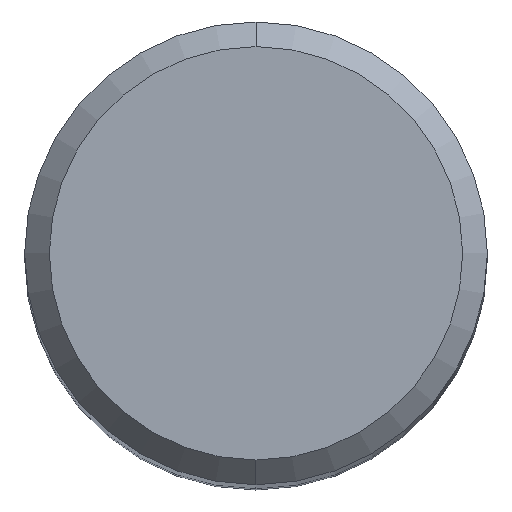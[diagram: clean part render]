
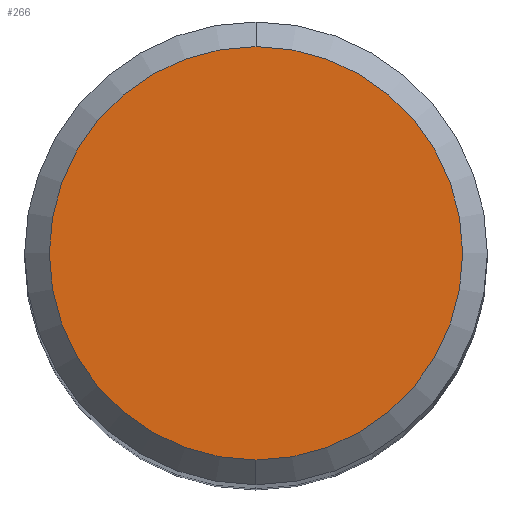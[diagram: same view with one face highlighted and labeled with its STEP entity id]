
A CAD part, top view. The second image highlights one B-rep face of the part: STEP entity #266.
In plain terms, the highlighted planar face has unit normal (0, 0, 1).
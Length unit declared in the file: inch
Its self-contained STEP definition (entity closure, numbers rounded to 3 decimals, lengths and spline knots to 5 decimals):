
#36 = DIRECTION ( 'NONE',  ( 0., 0., -1. ) ) ;
#51 = VERTEX_POINT ( 'NONE', #357 ) ;
#82 = VERTEX_POINT ( 'NONE', #325 ) ;
#99 = FACE_OUTER_BOUND ( 'NONE', #150, .T. ) ;
#119 = AXIS2_PLACEMENT_3D ( 'NONE', #233, #297, #270 ) ;
#133 = PLANE ( 'NONE',  #141 ) ;
#141 = AXIS2_PLACEMENT_3D ( 'NONE', #200, #36, #269 ) ;
#150 = EDGE_LOOP ( 'NONE', ( #305, #255 ) ) ;
#168 = CARTESIAN_POINT ( 'NONE',  ( 0., 0., 0. ) ) ;
#200 = CARTESIAN_POINT ( 'NONE',  ( 0., 0.1675, 0. ) ) ;
#203 = CIRCLE ( 'NONE', #119, 0.1675 ) ;
#231 = EDGE_CURVE ( 'NONE', #51, #82, #299, .T. ) ;
#232 = DIRECTION ( 'NONE',  ( 0., 0., 1. ) ) ;
#233 = CARTESIAN_POINT ( 'NONE',  ( 0., 0., 0. ) ) ;
#252 = AXIS2_PLACEMENT_3D ( 'NONE', #168, #232, #265 ) ;
#255 = ORIENTED_EDGE ( 'NONE', *, *, #231, .T. ) ;
#265 = DIRECTION ( 'NONE',  ( 0., -1., 0. ) ) ;
#266 = ADVANCED_FACE ( 'NONE', ( #99 ), #133, .F. ) ;
#269 = DIRECTION ( 'NONE',  ( 0., 1., 0. ) ) ;
#270 = DIRECTION ( 'NONE',  ( 0., -1., 0. ) ) ;
#283 = EDGE_CURVE ( 'NONE', #82, #51, #203, .T. ) ;
#297 = DIRECTION ( 'NONE',  ( 0., 0., 1. ) ) ;
#299 = CIRCLE ( 'NONE', #252, 0.1675 ) ;
#305 = ORIENTED_EDGE ( 'NONE', *, *, #283, .T. ) ;
#325 = CARTESIAN_POINT ( 'NONE',  ( 0., 0.1675, 0. ) ) ;
#357 = CARTESIAN_POINT ( 'NONE',  ( 0., -0.1675, 0. ) ) ;
